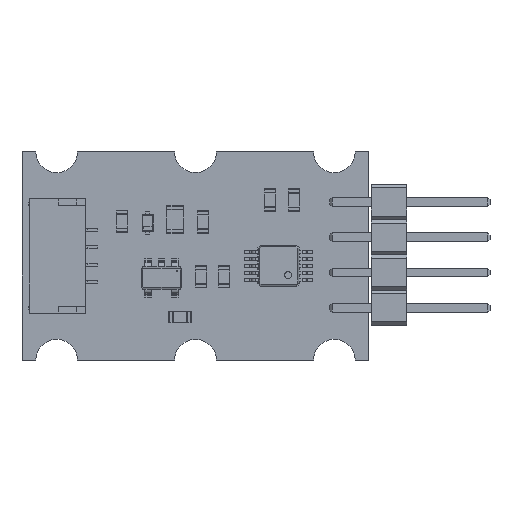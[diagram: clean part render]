
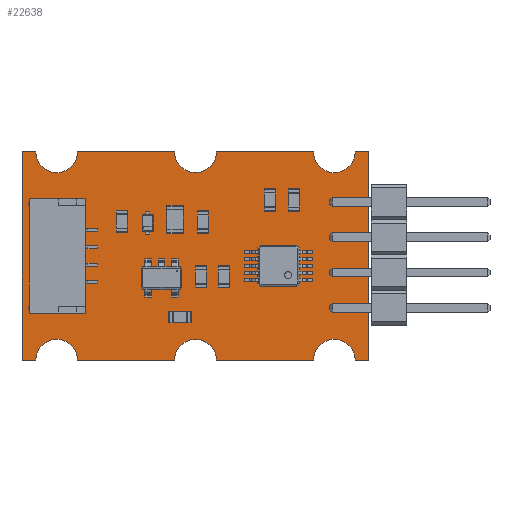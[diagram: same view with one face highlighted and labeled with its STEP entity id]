
A CAD part, top view. The second image highlights one B-rep face of the part: STEP entity #22638.
In plain terms, the highlighted planar face has unit normal (0, 0, 1).
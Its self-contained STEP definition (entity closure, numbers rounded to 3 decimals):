
#22113 = VERTEX_POINT('',#22114);
#22114 = CARTESIAN_POINT('',(1.,15.,1.51));
#22120 = EDGE_CURVE('',#22113,#22121,#22123,.T.);
#22121 = VERTEX_POINT('',#22122);
#22122 = CARTESIAN_POINT('',(4.,15.,1.51));
#22123 = CIRCLE('',#22124,1.5);
#22124 = AXIS2_PLACEMENT_3D('',#22125,#22126,#22127);
#22125 = CARTESIAN_POINT('',(2.5,15.,1.51));
#22126 = DIRECTION('',(0.,0.,1.));
#22127 = DIRECTION('',(-1.,0.,-0.));
#22153 = EDGE_CURVE('',#22121,#22154,#22156,.T.);
#22154 = VERTEX_POINT('',#22155);
#22155 = CARTESIAN_POINT('',(11.,15.,1.51));
#22156 = LINE('',#22157,#22158);
#22157 = CARTESIAN_POINT('',(4.,15.,1.51));
#22158 = VECTOR('',#22159,1.);
#22159 = DIRECTION('',(1.,0.,0.));
#22184 = EDGE_CURVE('',#22154,#22185,#22187,.T.);
#22185 = VERTEX_POINT('',#22186);
#22186 = CARTESIAN_POINT('',(14.,15.,1.51));
#22187 = CIRCLE('',#22188,1.5);
#22188 = AXIS2_PLACEMENT_3D('',#22189,#22190,#22191);
#22189 = CARTESIAN_POINT('',(12.5,15.,1.51));
#22190 = DIRECTION('',(0.,0.,1.));
#22191 = DIRECTION('',(-1.,0.,-0.));
#22217 = EDGE_CURVE('',#22185,#22218,#22220,.T.);
#22218 = VERTEX_POINT('',#22219);
#22219 = CARTESIAN_POINT('',(21.,15.,1.51));
#22220 = LINE('',#22221,#22222);
#22221 = CARTESIAN_POINT('',(14.,15.,1.51));
#22222 = VECTOR('',#22223,1.);
#22223 = DIRECTION('',(1.,0.,0.));
#22248 = EDGE_CURVE('',#22218,#22249,#22251,.T.);
#22249 = VERTEX_POINT('',#22250);
#22250 = CARTESIAN_POINT('',(24.,15.,1.51));
#22251 = CIRCLE('',#22252,1.5);
#22252 = AXIS2_PLACEMENT_3D('',#22253,#22254,#22255);
#22253 = CARTESIAN_POINT('',(22.5,15.,1.51));
#22254 = DIRECTION('',(0.,0.,1.));
#22255 = DIRECTION('',(-1.,0.,-0.));
#22281 = EDGE_CURVE('',#22249,#22282,#22284,.T.);
#22282 = VERTEX_POINT('',#22283);
#22283 = CARTESIAN_POINT('',(25.,15.,1.51));
#22284 = LINE('',#22285,#22286);
#22285 = CARTESIAN_POINT('',(24.,15.,1.51));
#22286 = VECTOR('',#22287,1.);
#22287 = DIRECTION('',(1.,0.,0.));
#22312 = EDGE_CURVE('',#22282,#22313,#22315,.T.);
#22313 = VERTEX_POINT('',#22314);
#22314 = CARTESIAN_POINT('',(25.,0.,1.51));
#22315 = LINE('',#22316,#22317);
#22316 = CARTESIAN_POINT('',(25.,15.,1.51));
#22317 = VECTOR('',#22318,1.);
#22318 = DIRECTION('',(0.,-1.,0.));
#22343 = EDGE_CURVE('',#22313,#22344,#22346,.T.);
#22344 = VERTEX_POINT('',#22345);
#22345 = CARTESIAN_POINT('',(24.,0.,1.51));
#22346 = LINE('',#22347,#22348);
#22347 = CARTESIAN_POINT('',(25.,0.,1.51));
#22348 = VECTOR('',#22349,1.);
#22349 = DIRECTION('',(-1.,0.,0.));
#22374 = EDGE_CURVE('',#22344,#22375,#22377,.T.);
#22375 = VERTEX_POINT('',#22376);
#22376 = CARTESIAN_POINT('',(21.,0.,1.51));
#22377 = CIRCLE('',#22378,1.5);
#22378 = AXIS2_PLACEMENT_3D('',#22379,#22380,#22381);
#22379 = CARTESIAN_POINT('',(22.5,0.,1.51));
#22380 = DIRECTION('',(0.,0.,1.));
#22381 = DIRECTION('',(1.,0.,-0.));
#22407 = EDGE_CURVE('',#22375,#22408,#22410,.T.);
#22408 = VERTEX_POINT('',#22409);
#22409 = CARTESIAN_POINT('',(14.,0.,1.51));
#22410 = LINE('',#22411,#22412);
#22411 = CARTESIAN_POINT('',(21.,0.,1.51));
#22412 = VECTOR('',#22413,1.);
#22413 = DIRECTION('',(-1.,0.,0.));
#22438 = EDGE_CURVE('',#22408,#22439,#22441,.T.);
#22439 = VERTEX_POINT('',#22440);
#22440 = CARTESIAN_POINT('',(11.,0.,1.51));
#22441 = CIRCLE('',#22442,1.5);
#22442 = AXIS2_PLACEMENT_3D('',#22443,#22444,#22445);
#22443 = CARTESIAN_POINT('',(12.5,0.,1.51));
#22444 = DIRECTION('',(0.,0.,1.));
#22445 = DIRECTION('',(1.,0.,-0.));
#22471 = EDGE_CURVE('',#22439,#22472,#22474,.T.);
#22472 = VERTEX_POINT('',#22473);
#22473 = CARTESIAN_POINT('',(4.,0.,1.51));
#22474 = LINE('',#22475,#22476);
#22475 = CARTESIAN_POINT('',(11.,0.,1.51));
#22476 = VECTOR('',#22477,1.);
#22477 = DIRECTION('',(-1.,0.,0.));
#22502 = EDGE_CURVE('',#22472,#22503,#22505,.T.);
#22503 = VERTEX_POINT('',#22504);
#22504 = CARTESIAN_POINT('',(1.,0.,1.51));
#22505 = CIRCLE('',#22506,1.5);
#22506 = AXIS2_PLACEMENT_3D('',#22507,#22508,#22509);
#22507 = CARTESIAN_POINT('',(2.5,0.,1.51));
#22508 = DIRECTION('',(0.,0.,1.));
#22509 = DIRECTION('',(1.,0.,-0.));
#22535 = EDGE_CURVE('',#22503,#22536,#22538,.T.);
#22536 = VERTEX_POINT('',#22537);
#22537 = CARTESIAN_POINT('',(0.,0.,1.51));
#22538 = LINE('',#22539,#22540);
#22539 = CARTESIAN_POINT('',(1.,0.,1.51));
#22540 = VECTOR('',#22541,1.);
#22541 = DIRECTION('',(-1.,0.,0.));
#22566 = EDGE_CURVE('',#22536,#22567,#22569,.T.);
#22567 = VERTEX_POINT('',#22568);
#22568 = CARTESIAN_POINT('',(0.,15.,1.51));
#22569 = LINE('',#22570,#22571);
#22570 = CARTESIAN_POINT('',(0.,0.,1.51));
#22571 = VECTOR('',#22572,1.);
#22572 = DIRECTION('',(0.,1.,0.));
#22597 = EDGE_CURVE('',#22567,#22113,#22598,.T.);
#22598 = LINE('',#22599,#22600);
#22599 = CARTESIAN_POINT('',(0.,15.,1.51));
#22600 = VECTOR('',#22601,1.);
#22601 = DIRECTION('',(1.,0.,0.));
#22638 = ADVANCED_FACE('',(#22639),#22657,.T.);
#22639 = FACE_BOUND('',#22640,.F.);
#22640 = EDGE_LOOP('',(#22641,#22642,#22643,#22644,#22645,#22646,#22647,
    #22648,#22649,#22650,#22651,#22652,#22653,#22654,#22655,#22656));
#22641 = ORIENTED_EDGE('',*,*,#22120,.T.);
#22642 = ORIENTED_EDGE('',*,*,#22153,.T.);
#22643 = ORIENTED_EDGE('',*,*,#22184,.T.);
#22644 = ORIENTED_EDGE('',*,*,#22217,.T.);
#22645 = ORIENTED_EDGE('',*,*,#22248,.T.);
#22646 = ORIENTED_EDGE('',*,*,#22281,.T.);
#22647 = ORIENTED_EDGE('',*,*,#22312,.T.);
#22648 = ORIENTED_EDGE('',*,*,#22343,.T.);
#22649 = ORIENTED_EDGE('',*,*,#22374,.T.);
#22650 = ORIENTED_EDGE('',*,*,#22407,.T.);
#22651 = ORIENTED_EDGE('',*,*,#22438,.T.);
#22652 = ORIENTED_EDGE('',*,*,#22471,.T.);
#22653 = ORIENTED_EDGE('',*,*,#22502,.T.);
#22654 = ORIENTED_EDGE('',*,*,#22535,.T.);
#22655 = ORIENTED_EDGE('',*,*,#22566,.T.);
#22656 = ORIENTED_EDGE('',*,*,#22597,.T.);
#22657 = PLANE('',#22658);
#22658 = AXIS2_PLACEMENT_3D('',#22659,#22660,#22661);
#22659 = CARTESIAN_POINT('',(0.,0.,1.51));
#22660 = DIRECTION('',(0.,0.,1.));
#22661 = DIRECTION('',(1.,0.,-0.));
